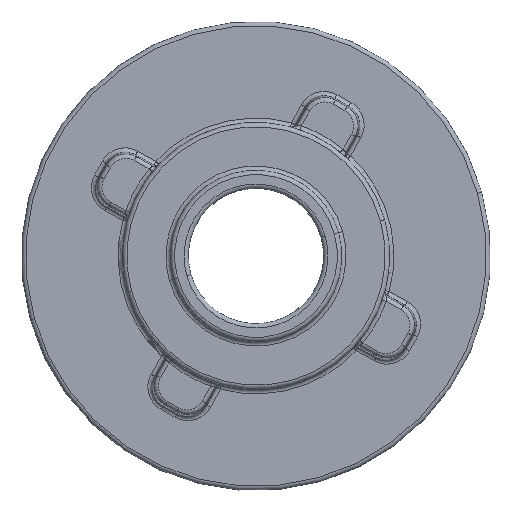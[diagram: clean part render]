
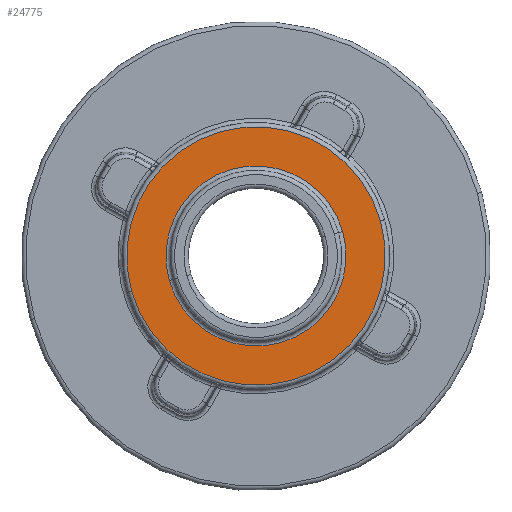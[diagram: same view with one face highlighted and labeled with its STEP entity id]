
A CAD part, front view. The second image highlights one B-rep face of the part: STEP entity #24775.
In plain terms, the highlighted planar face has unit normal (0, -1, 0).
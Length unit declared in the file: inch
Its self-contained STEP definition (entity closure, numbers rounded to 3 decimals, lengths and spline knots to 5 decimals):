
#14523=CARTESIAN_POINT('',(0.,-1.4,0.));
#14524=DIRECTION('',(0.,-1.,0.));
#14525=DIRECTION('',(1.,0.,0.));
#14526=AXIS2_PLACEMENT_3D('',#14523,#14524,#14525);
#14528=CARTESIAN_POINT('',(0.,-1.4,0.));
#14529=DIRECTION('',(0.,-1.,0.));
#14530=DIRECTION('',(-1.,0.,0.));
#14531=AXIS2_PLACEMENT_3D('',#14528,#14529,#14530);
#14533=CARTESIAN_POINT('',(0.,-1.4,0.));
#14534=DIRECTION('',(0.,1.,0.));
#14535=DIRECTION('',(-1.,0.,0.));
#14536=AXIS2_PLACEMENT_3D('',#14533,#14534,#14535);
#14538=CARTESIAN_POINT('',(0.,-1.4,0.));
#14539=DIRECTION('',(0.,1.,0.));
#14540=DIRECTION('',(1.,0.,0.));
#14541=AXIS2_PLACEMENT_3D('',#14538,#14539,#14540);
#15608=CARTESIAN_POINT('',(1.2475,-1.4,0.));
#15609=CARTESIAN_POINT('',(-1.2475,-1.4,0.));
#15610=VERTEX_POINT('',#15608);
#15611=VERTEX_POINT('',#15609);
#15620=CARTESIAN_POINT('',(-1.79,-1.4,0.));
#15621=CARTESIAN_POINT('',(1.79,-1.4,0.));
#15622=VERTEX_POINT('',#15620);
#15623=VERTEX_POINT('',#15621);
#24760=CARTESIAN_POINT('',(0.,-1.4,0.));
#24761=DIRECTION('',(0.,-1.,0.));
#24762=DIRECTION('',(-1.,0.,0.));
#24763=AXIS2_PLACEMENT_3D('',#24760,#24761,#24762);
#24764=PLANE('',#24763);
#24765=ORIENTED_EDGE('',*,*,#23895,.T.);
#24766=ORIENTED_EDGE('',*,*,#23910,.T.);
#24767=EDGE_LOOP('',(#24765,#24766));
#24768=FACE_OUTER_BOUND('',#24767,.F.);
#24770=ORIENTED_EDGE('',*,*,#24769,.T.);
#24772=ORIENTED_EDGE('',*,*,#24771,.T.);
#24773=EDGE_LOOP('',(#24770,#24772));
#24774=FACE_BOUND('',#24773,.F.);
#24775=ADVANCED_FACE('',(#24768,#24774),#24764,.T.);
#14527=CIRCLE('',#14526,1.2475);
#14532=CIRCLE('',#14531,1.2475);
#14537=CIRCLE('',#14536,1.79);
#14542=CIRCLE('',#14541,1.79);
#23895=EDGE_CURVE('',#15622,#15623,#14537,.T.);
#23910=EDGE_CURVE('',#15623,#15622,#14542,.T.);
#24769=EDGE_CURVE('',#15610,#15611,#14527,.T.);
#24771=EDGE_CURVE('',#15611,#15610,#14532,.T.);
